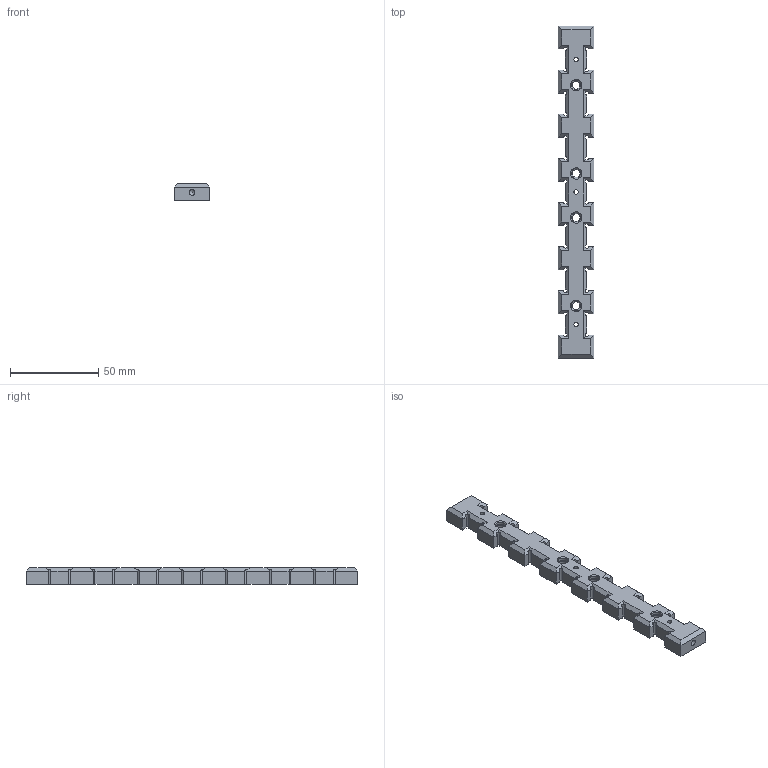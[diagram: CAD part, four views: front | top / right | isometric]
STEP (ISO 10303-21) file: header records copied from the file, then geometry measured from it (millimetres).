
FILE_DESCRIPTION(/* description */ (''),/* implementation_level */ '2;1');
FILE_NAME(/* name */ 'Locating_bar_V2.stp',/* time_stamp */ '2025-11-12T12:20:03-03:00',/* author */ ('Carla Fernandez'),/* organization */ (''),/* preprocessor_version */ 'ST-DEVELOPER v20.1',/* originating_system */ 'Autodesk Inventor 2026',/* authorisation */ '');
FILE_SCHEMA (('AUTOMOTIVE_DESIGN { 1 0 10303 214 3 1 1 }'));
Length unit declared in the file: millimetre
Products named in the file (1): Locating_bar
Bounding box: 19.95 x 188 x 9.5 mm (x, y, z)
Volume: 26066.8 mm3; surface area: 12032.8 mm2
Topology: 1 solids, 1 shells, 233 faces, 636 edges, 412 vertices
Faces by surface type: plane 144, cylinder 48, bspline 28, cone 13
Full cylindrical faces by diameter (mm): 2.459 x3, 3.242 x2, 4 x3, 4.5 x4, 5.5 x4, 8 x4
Entity records: 8282 total; most frequent: CARTESIAN_POINT 2288, ORIENTED_EDGE 1268, DIRECTION 1202, EDGE_CURVE 634, LINE 436, VECTOR 436, VERTEX_POINT 412, AXIS2_PLACEMENT_3D 383
